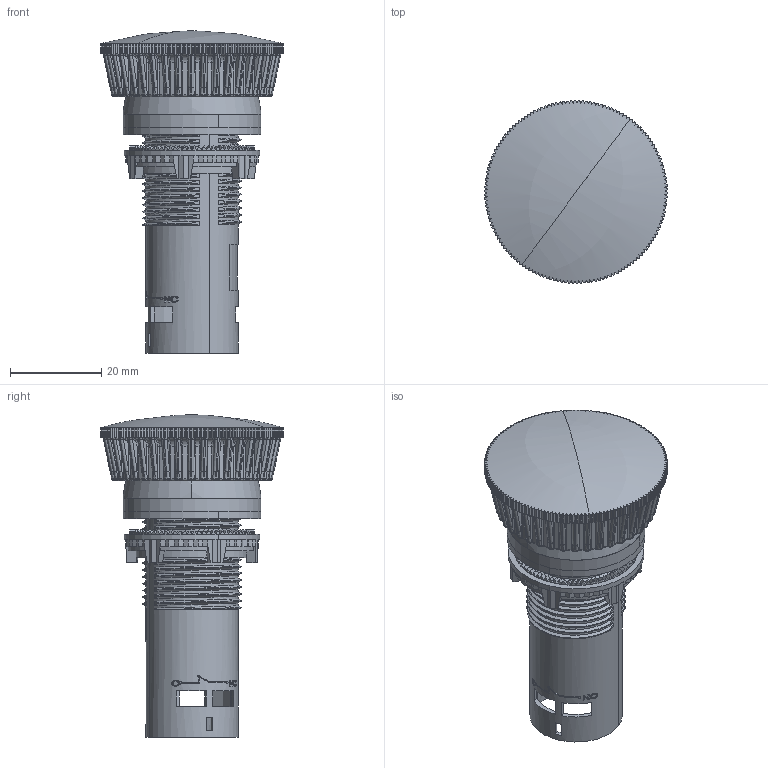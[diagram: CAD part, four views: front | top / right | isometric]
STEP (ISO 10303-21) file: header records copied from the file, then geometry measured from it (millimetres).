
FILE_DESCRIPTION((''),'2;1');
FILE_NAME('SINGLE_STATION_STOP__004771447_ASM','2023-10-06T12:59:18',('klemen.sitar'),('Audax d.o.o.'),'CREO PARAMETRIC BY PTC INC, 2021304','CREO PARAMETRIC BY PTC INC, 2021304','');
FILE_SCHEMA(('AP242_MANAGED_MODEL_BASED_3D_ENGINEERING_MIM_LF { 1 0 10303 442 1 1 4 }'));
Products named in the file (16): HB400035_COMPRESSION_SPRING; HB122002_LOCKING_NUT; MUSHROOM_HEAD_PUSH_TURN; MUSHROOM_HEAD_PUSH_TURN_12_10_1; HB100134_LENS_FOR_MUSH_HEAD_PUS; HB111007_LENS_HOLDER_FOR_MUSHHE; HB192003_COLLAR; HB152002_WASHER_B_M_H_; HA650005_SCREW; HA650004_STAR_WASHER; HB153005_GROMMET_NEW_MUSHROOM_H; HB152008_SEALING_RING; M3X12; HEX_NUT_NEW__0; EMNRMH1_GENX_MUSHROOM_HEAD_PT_M_ASM; SINGLE_STATION_STOP__004771447_ASM
Assembly tree (15 placements, depth 3):
  SINGLE_STATION_STOP__004771447_ASM
    EMNRMH1_GENX_MUSHROOM_HEAD_PT_M_ASM
      HB400035_COMPRESSION_SPRING
      HB122002_LOCKING_NUT
      MUSHROOM_HEAD_PUSH_TURN
      MUSHROOM_HEAD_PUSH_TURN_12_10_1
      HB100134_LENS_FOR_MUSH_HEAD_PUS
      HB111007_LENS_HOLDER_FOR_MUSHHE
      HB192003_COLLAR
      HB152002_WASHER_B_M_H_
      HA650005_SCREW
      HA650004_STAR_WASHER
      HB153005_GROMMET_NEW_MUSHROOM_H
      HB152008_SEALING_RING
      M3X12
      HEX_NUT_NEW__0
Bounding box: 40 x 40 x 70.62 mm (x, y, z)
Volume: 17902.2 mm3; surface area: 26105.6 mm2
Topology: 14 solids, 14 shells, 2614 faces, 7173 edges, 4569 vertices
Faces by surface type: plane 1126, cylinder 714, bspline 356, torus 229, cone 100, sphere 85, extrusion 4
Entity records: 168124 total; most frequent: CARTESIAN_POINT 63884, ORIENTED_EDGE 14174, DIRECTION 12100, PRESENTATION_STYLE_ASSIGNMENT 9737, STYLED_ITEM 9737, CURVE_STYLE 7109, EDGE_CURVE 7087, AXIS2_PLACEMENT_3D 4751
